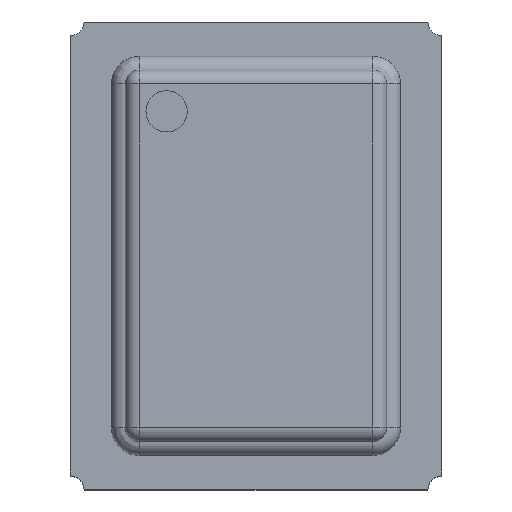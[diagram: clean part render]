
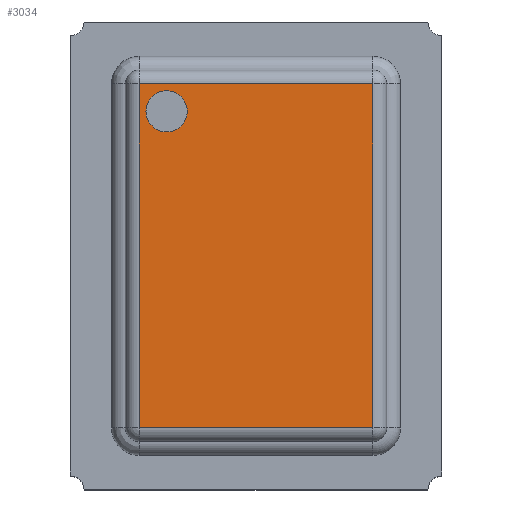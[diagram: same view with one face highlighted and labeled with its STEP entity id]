
A CAD part, top view. The second image highlights one B-rep face of the part: STEP entity #3034.
In plain terms, the highlighted planar face has unit normal (0, 0, 1).
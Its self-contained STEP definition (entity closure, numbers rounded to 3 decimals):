
#2722=CARTESIAN_POINT('',(-0.5,1.05,1.3));
#2723=VERTEX_POINT('',#2722);
#2739=CARTESIAN_POINT('',(-0.8,1.05,1.3));
#2740=VERTEX_POINT('',#2739);
#2747=CARTESIAN_POINT('',(-0.65,1.05,1.3));
#2748=DIRECTION('',(0.0,0.0,-1.0));
#2749=DIRECTION('',(1.0,0.0,0.0));
#2750=AXIS2_PLACEMENT_3D('',#2747,#2748,#2749);
#2751=CIRCLE('',#2750,0.15);
#2752=EDGE_CURVE('',#2723,#2740,#2751,.T.);
#2763=CARTESIAN_POINT('',(-0.65,1.05,1.3));
#2764=DIRECTION('',(0.0,0.0,-1.0));
#2765=DIRECTION('',(1.0,0.0,0.0));
#2766=AXIS2_PLACEMENT_3D('',#2763,#2764,#2765);
#2767=CIRCLE('',#2766,0.15);
#2768=EDGE_CURVE('',#2740,#2723,#2767,.T.);
#2798=CARTESIAN_POINT('',(-0.85,1.25,1.3));
#2799=VERTEX_POINT('',#2798);
#2807=CARTESIAN_POINT('',(0.85,1.25,1.3));
#2808=VERTEX_POINT('',#2807);
#2809=CARTESIAN_POINT('',(-0.85,1.25,1.3));
#2810=DIRECTION('',(1.0,0.0,0.0));
#2811=VECTOR('',#2810,1.7);
#2812=LINE('',#2809,#2811);
#2813=EDGE_CURVE('',#2799,#2808,#2812,.T.);
#2847=CARTESIAN_POINT('',(0.85,-1.25,1.3));
#2848=VERTEX_POINT('',#2847);
#2849=CARTESIAN_POINT('',(0.85,1.25,1.3));
#2850=DIRECTION('',(0.0,-1.0,0.0));
#2851=VECTOR('',#2850,2.5);
#2852=LINE('',#2849,#2851);
#2853=EDGE_CURVE('',#2808,#2848,#2852,.T.);
#2887=CARTESIAN_POINT('',(-0.85,-1.25,1.3));
#2888=VERTEX_POINT('',#2887);
#2889=CARTESIAN_POINT('',(0.85,-1.25,1.3));
#2890=DIRECTION('',(-1.0,0.0,0.0));
#2891=VECTOR('',#2890,1.7);
#2892=LINE('',#2889,#2891);
#2893=EDGE_CURVE('',#2848,#2888,#2892,.T.);
#2944=CARTESIAN_POINT('',(-0.85,-1.25,1.3));
#2945=DIRECTION('',(0.0,1.0,0.0));
#2946=VECTOR('',#2945,2.5);
#2947=LINE('',#2944,#2946);
#2948=EDGE_CURVE('',#2888,#2799,#2947,.T.);
#3019=CARTESIAN_POINT('',(0.,0.,1.3));
#3020=DIRECTION('',(0.0,0.0,1.0));
#3021=DIRECTION('',(0.0,1.0,0.0));
#3022=AXIS2_PLACEMENT_3D('',#3019,#3020,#3021);
#3023=PLANE('',#3022);
#3024=ORIENTED_EDGE('',*,*,#2813,.F.);
#3025=ORIENTED_EDGE('',*,*,#2948,.F.);
#3026=ORIENTED_EDGE('',*,*,#2893,.F.);
#3027=ORIENTED_EDGE('',*,*,#2853,.F.);
#3028=EDGE_LOOP('',(#3024,#3025,#3026,#3027));
#3029=FACE_OUTER_BOUND('',#3028,.T.);
#3030=ORIENTED_EDGE('',*,*,#2752,.T.);
#3031=ORIENTED_EDGE('',*,*,#2768,.T.);
#3032=EDGE_LOOP('',(#3030,#3031));
#3033=FACE_BOUND('',#3032,.T.);
#3034=ADVANCED_FACE('',(#3029,#3033),#3023,.T.);
